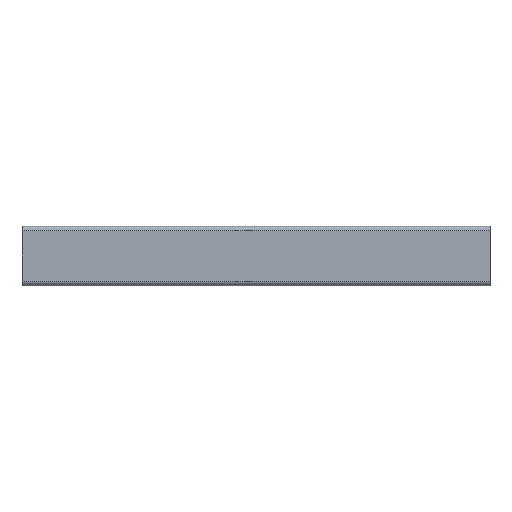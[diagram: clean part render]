
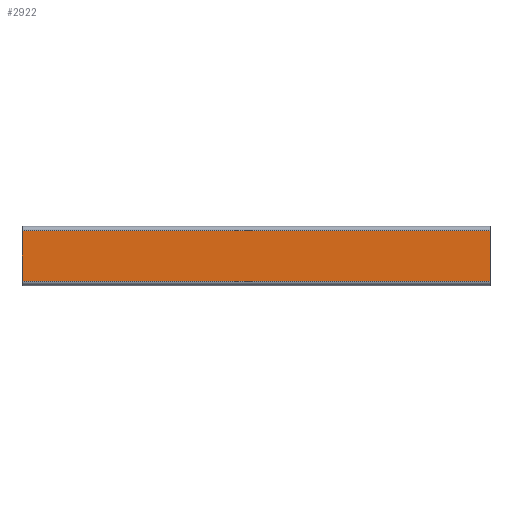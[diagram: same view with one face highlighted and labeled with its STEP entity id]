
A CAD part, front view. The second image highlights one B-rep face of the part: STEP entity #2922.
In plain terms, the highlighted face is planar.
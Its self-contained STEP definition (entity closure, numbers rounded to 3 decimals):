
#84 = PLANE('',#85);
#85 = AXIS2_PLACEMENT_3D('',#86,#87,#88);
#86 = CARTESIAN_POINT('',(17.,-17.,0.));
#87 = DIRECTION('',(0.,0.,1.));
#88 = DIRECTION('',(1.,0.,-0.));
#139 = PLANE('',#140);
#140 = AXIS2_PLACEMENT_3D('',#141,#142,#143);
#141 = CARTESIAN_POINT('',(17.,-17.,-315.));
#142 = DIRECTION('',(0.,0.,1.));
#143 = DIRECTION('',(1.,0.,-0.));
#2811 = CYLINDRICAL_SURFACE('',#2812,3.);
#2812 = AXIS2_PLACEMENT_3D('',#2813,#2814,#2815);
#2813 = CARTESIAN_POINT('',(17.,17.,-315.));
#2814 = DIRECTION('',(0.,0.,1.));
#2815 = DIRECTION('',(1.,0.,-0.));
#2849 = VERTEX_POINT('',#2850);
#2850 = CARTESIAN_POINT('',(20.,17.,0.));
#2872 = EDGE_CURVE('',#2873,#2849,#2875,.T.);
#2873 = VERTEX_POINT('',#2874);
#2874 = CARTESIAN_POINT('',(20.,17.,-315.));
#2875 = SURFACE_CURVE('',#2876,(#2880,#2887),.PCURVE_S1.);
#2876 = LINE('',#2877,#2878);
#2877 = CARTESIAN_POINT('',(20.,17.,-315.));
#2878 = VECTOR('',#2879,1.);
#2879 = DIRECTION('',(0.,0.,1.));
#2880 = PCURVE('',#2811,#2881);
#2881 = DEFINITIONAL_REPRESENTATION('',(#2882),#2886);
#2882 = LINE('',#2883,#2884);
#2883 = CARTESIAN_POINT('',(0.,0.));
#2884 = VECTOR('',#2885,1.);
#2885 = DIRECTION('',(0.,1.));
#2886 = ( GEOMETRIC_REPRESENTATION_CONTEXT(2) 
PARAMETRIC_REPRESENTATION_CONTEXT() REPRESENTATION_CONTEXT('2D SPACE',''
  ) );
#2887 = PCURVE('',#2888,#2893);
#2888 = PLANE('',#2889);
#2889 = AXIS2_PLACEMENT_3D('',#2890,#2891,#2892);
#2890 = CARTESIAN_POINT('',(20.,-17.,-315.));
#2891 = DIRECTION('',(1.,0.,0.));
#2892 = DIRECTION('',(0.,0.,-1.));
#2893 = DEFINITIONAL_REPRESENTATION('',(#2894),#2898);
#2894 = LINE('',#2895,#2896);
#2895 = CARTESIAN_POINT('',(0.,34.));
#2896 = VECTOR('',#2897,1.);
#2897 = DIRECTION('',(-1.,0.));
#2898 = ( GEOMETRIC_REPRESENTATION_CONTEXT(2) 
PARAMETRIC_REPRESENTATION_CONTEXT() REPRESENTATION_CONTEXT('2D SPACE',''
  ) );
#2922 = ADVANCED_FACE('',(#2923),#2888,.T.);
#2923 = FACE_BOUND('',#2924,.T.);
#2924 = EDGE_LOOP('',(#2925,#2948,#2976,#2997));
#2925 = ORIENTED_EDGE('',*,*,#2926,.F.);
#2926 = EDGE_CURVE('',#2927,#2849,#2929,.T.);
#2927 = VERTEX_POINT('',#2928);
#2928 = CARTESIAN_POINT('',(20.,-17.,0.));
#2929 = SURFACE_CURVE('',#2930,(#2934,#2941),.PCURVE_S1.);
#2930 = LINE('',#2931,#2932);
#2931 = CARTESIAN_POINT('',(20.,-17.,0.));
#2932 = VECTOR('',#2933,1.);
#2933 = DIRECTION('',(0.,1.,0.));
#2934 = PCURVE('',#2888,#2935);
#2935 = DEFINITIONAL_REPRESENTATION('',(#2936),#2940);
#2936 = LINE('',#2937,#2938);
#2937 = CARTESIAN_POINT('',(-315.,0.));
#2938 = VECTOR('',#2939,1.);
#2939 = DIRECTION('',(0.,1.));
#2940 = ( GEOMETRIC_REPRESENTATION_CONTEXT(2) 
PARAMETRIC_REPRESENTATION_CONTEXT() REPRESENTATION_CONTEXT('2D SPACE',''
  ) );
#2941 = PCURVE('',#84,#2942);
#2942 = DEFINITIONAL_REPRESENTATION('',(#2943),#2947);
#2943 = LINE('',#2944,#2945);
#2944 = CARTESIAN_POINT('',(3.,0.));
#2945 = VECTOR('',#2946,1.);
#2946 = DIRECTION('',(0.,1.));
#2947 = ( GEOMETRIC_REPRESENTATION_CONTEXT(2) 
PARAMETRIC_REPRESENTATION_CONTEXT() REPRESENTATION_CONTEXT('2D SPACE',''
  ) );
#2948 = ORIENTED_EDGE('',*,*,#2949,.F.);
#2949 = EDGE_CURVE('',#2950,#2927,#2952,.T.);
#2950 = VERTEX_POINT('',#2951);
#2951 = CARTESIAN_POINT('',(20.,-17.,-315.));
#2952 = SURFACE_CURVE('',#2953,(#2957,#2964),.PCURVE_S1.);
#2953 = LINE('',#2954,#2955);
#2954 = CARTESIAN_POINT('',(20.,-17.,-315.));
#2955 = VECTOR('',#2956,1.);
#2956 = DIRECTION('',(0.,0.,1.));
#2957 = PCURVE('',#2888,#2958);
#2958 = DEFINITIONAL_REPRESENTATION('',(#2959),#2963);
#2959 = LINE('',#2960,#2961);
#2960 = CARTESIAN_POINT('',(0.,0.));
#2961 = VECTOR('',#2962,1.);
#2962 = DIRECTION('',(-1.,0.));
#2963 = ( GEOMETRIC_REPRESENTATION_CONTEXT(2) 
PARAMETRIC_REPRESENTATION_CONTEXT() REPRESENTATION_CONTEXT('2D SPACE',''
  ) );
#2964 = PCURVE('',#2965,#2970);
#2965 = CYLINDRICAL_SURFACE('',#2966,3.);
#2966 = AXIS2_PLACEMENT_3D('',#2967,#2968,#2969);
#2967 = CARTESIAN_POINT('',(17.,-17.,-315.));
#2968 = DIRECTION('',(0.,0.,1.));
#2969 = DIRECTION('',(1.,0.,-0.));
#2970 = DEFINITIONAL_REPRESENTATION('',(#2971),#2975);
#2971 = LINE('',#2972,#2973);
#2972 = CARTESIAN_POINT('',(6.283,0.));
#2973 = VECTOR('',#2974,1.);
#2974 = DIRECTION('',(0.,1.));
#2975 = ( GEOMETRIC_REPRESENTATION_CONTEXT(2) 
PARAMETRIC_REPRESENTATION_CONTEXT() REPRESENTATION_CONTEXT('2D SPACE',''
  ) );
#2976 = ORIENTED_EDGE('',*,*,#2977,.T.);
#2977 = EDGE_CURVE('',#2950,#2873,#2978,.T.);
#2978 = SURFACE_CURVE('',#2979,(#2983,#2990),.PCURVE_S1.);
#2979 = LINE('',#2980,#2981);
#2980 = CARTESIAN_POINT('',(20.,-17.,-315.));
#2981 = VECTOR('',#2982,1.);
#2982 = DIRECTION('',(0.,1.,0.));
#2983 = PCURVE('',#2888,#2984);
#2984 = DEFINITIONAL_REPRESENTATION('',(#2985),#2989);
#2985 = LINE('',#2986,#2987);
#2986 = CARTESIAN_POINT('',(0.,0.));
#2987 = VECTOR('',#2988,1.);
#2988 = DIRECTION('',(0.,1.));
#2989 = ( GEOMETRIC_REPRESENTATION_CONTEXT(2) 
PARAMETRIC_REPRESENTATION_CONTEXT() REPRESENTATION_CONTEXT('2D SPACE',''
  ) );
#2990 = PCURVE('',#139,#2991);
#2991 = DEFINITIONAL_REPRESENTATION('',(#2992),#2996);
#2992 = LINE('',#2993,#2994);
#2993 = CARTESIAN_POINT('',(3.,0.));
#2994 = VECTOR('',#2995,1.);
#2995 = DIRECTION('',(0.,1.));
#2996 = ( GEOMETRIC_REPRESENTATION_CONTEXT(2) 
PARAMETRIC_REPRESENTATION_CONTEXT() REPRESENTATION_CONTEXT('2D SPACE',''
  ) );
#2997 = ORIENTED_EDGE('',*,*,#2872,.T.);
